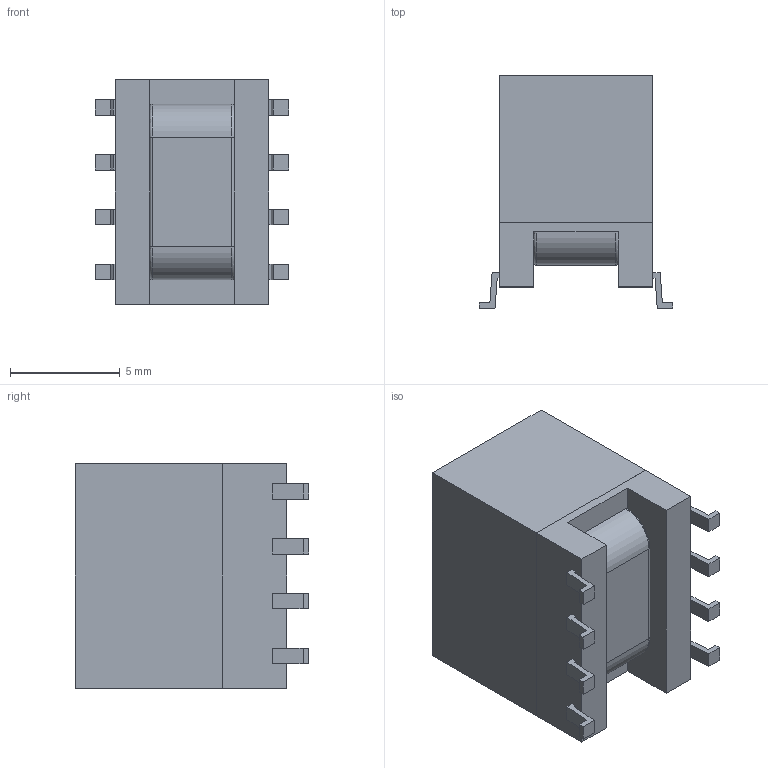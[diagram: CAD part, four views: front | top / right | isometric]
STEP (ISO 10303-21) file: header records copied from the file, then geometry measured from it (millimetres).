
FILE_DESCRIPTION (( 'STEP AP214' ), '1' );
FILE_NAME ('Coilcraft-YA9033-AL.STEP', '2020-10-05T07:44:15', ( '' ), ( '' ), 'SwSTEP 2.0', 'SolidWorks 2020', '' );
FILE_SCHEMA (( 'AUTOMOTIVE_DESIGN' ));
Length unit declared in the file: millimetre
Products named in the file (1): Coilcraft-YA9033-AL
Bounding box: 8.8 x 10.61 x 10.2 mm (x, y, z)
Volume: 634.5 mm3; surface area: 709.4 mm2
Topology: 2 solids, 2 shells, 125 faces, 628 edges, 542 vertices
Faces by surface type: plane 117, cylinder 4, bspline 4
Entity records: 9377 total; most frequent: CARTESIAN_POINT 4448, ORIENTED_EDGE 1256, EDGE_CURVE 628, VERTEX_POINT 542, DIRECTION 498, B_SPLINE_CURVE_WITH_KNOTS 378, VECTOR 238, LINE 238
